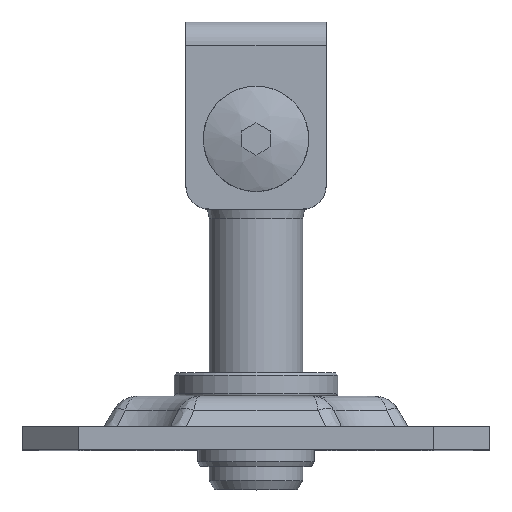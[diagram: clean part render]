
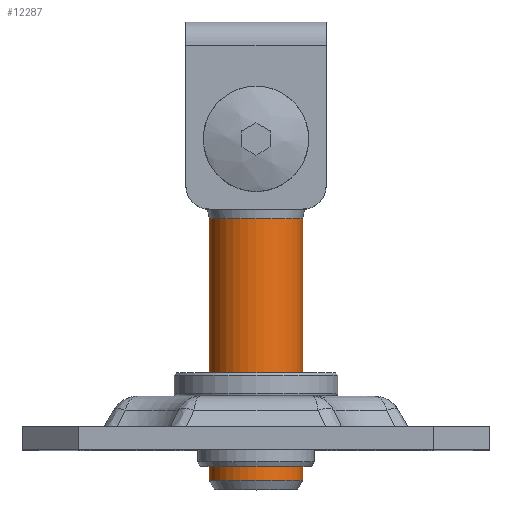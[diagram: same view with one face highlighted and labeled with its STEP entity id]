
A CAD part, top view. The second image highlights one B-rep face of the part: STEP entity #12287.
In plain terms, the highlighted cylindrical face has radius 10 mm (diameter 20 mm), a full revolution.
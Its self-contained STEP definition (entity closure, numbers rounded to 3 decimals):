
#104=CYLINDRICAL_SURFACE('',#13170,10.);
#814=CIRCLE('',#13169,10.);
#815=CIRCLE('',#13171,10.);
#1039=FACE_OUTER_BOUND('',#1736,.T.);
#1736=EDGE_LOOP('',(#8729,#8730,#8731,#8732));
#2703=LINE('',#18775,#4083);
#4083=VECTOR('',#14123,10.);
#5518=VERTEX_POINT('',#18769);
#5519=VERTEX_POINT('',#18773);
#6778=EDGE_CURVE('',#5518,#5518,#814,.T.);
#6779=EDGE_CURVE('',#5519,#5519,#815,.T.);
#6780=EDGE_CURVE('',#5519,#5518,#2703,.T.);
#8729=ORIENTED_EDGE('',*,*,#6779,.T.);
#8730=ORIENTED_EDGE('',*,*,#6780,.T.);
#8731=ORIENTED_EDGE('',*,*,#6778,.F.);
#8732=ORIENTED_EDGE('',*,*,#6780,.F.);
#12287=ADVANCED_FACE('',(#1039),#104,.T.);
#13169=AXIS2_PLACEMENT_3D('',#18771,#14117,#14118);
#13170=AXIS2_PLACEMENT_3D('',#18772,#14119,#14120);
#13171=AXIS2_PLACEMENT_3D('',#18774,#14121,#14122);
#14117=DIRECTION('center_axis',(0.,-1.,0.));
#14118=DIRECTION('ref_axis',(1.,0.,0.));
#14119=DIRECTION('center_axis',(0.,1.,0.));
#14120=DIRECTION('ref_axis',(1.,0.,0.));
#14121=DIRECTION('center_axis',(0.,-1.,0.));
#14122=DIRECTION('ref_axis',(1.,0.,0.));
#14123=DIRECTION('',(0.,-1.,0.));
#18769=CARTESIAN_POINT('',(-10.,-73.,0.));
#18771=CARTESIAN_POINT('Origin',(0.,-73.,0.));
#18772=CARTESIAN_POINT('Origin',(0.,-75.,0.));
#18773=CARTESIAN_POINT('',(-10.,-17.,0.));
#18774=CARTESIAN_POINT('Origin',(0.,-17.,0.));
#18775=CARTESIAN_POINT('',(-10.,-75.,0.));
